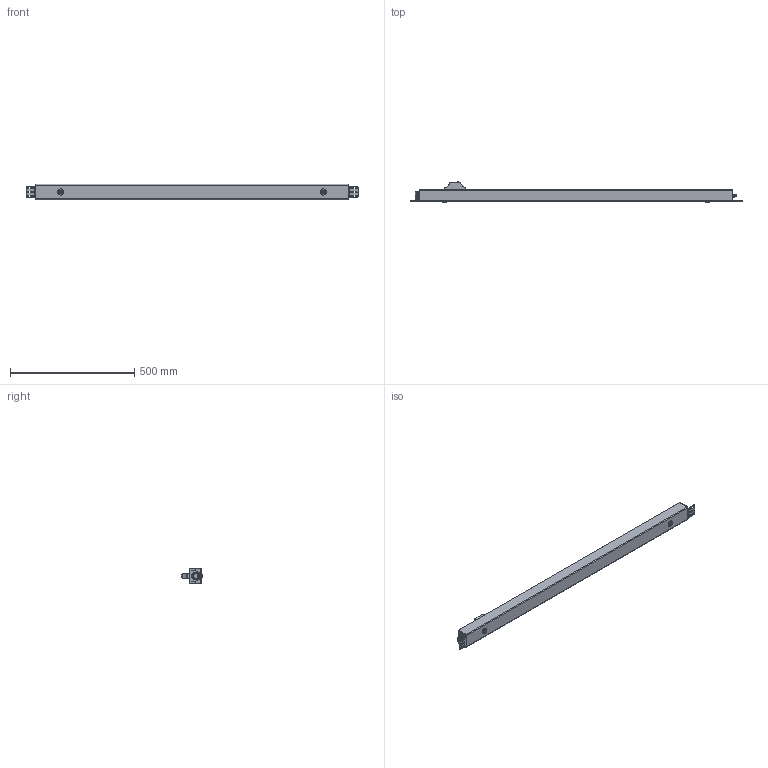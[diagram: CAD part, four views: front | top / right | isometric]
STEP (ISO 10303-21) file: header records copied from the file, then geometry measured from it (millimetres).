
FILE_DESCRIPTION((''),'2;1');
FILE_NAME('4-BS-PV60-24D-12_ASM','2023-01-29T',('ROG TT'),(''),'PRO/ENGINEER BY PARAMETRIC TECHNOLOGY CORPORATION, 2001280','PRO/ENGINEER BY PARAMETRIC TECHNOLOGY CORPORATION, 2001280','');
FILE_SCHEMA(('CONFIG_CONTROL_DESIGN'));
Length unit declared in the file: millimetre
Products named in the file (7): 4-BS-PV60-24D-12; M6_LUOMAO; PG25_SUOTOU1; GUOER_HULU; GER_E; PG25_GUAER; 4-BS-PV60-24D-12_ASM
Assembly tree (32 placements, depth 2):
  4-BS-PV60-24D-12_ASM
    4-BS-PV60-24D-12
    M6_LUOMAO  x2
    PG25_SUOTOU1
    GUOER_HULU  x2
    GER_E  x24
    PG25_GUAER  x2
Bounding box: 1335 x 86.9 x 62.5 mm (x, y, z)
Volume: 3067587.1 mm3; surface area: 416218.4 mm2
Topology: 32 solids, 32 shells, 2442 faces, 6244 edges, 3957 vertices
Faces by surface type: plane 1218, cylinder 677, bspline 309, cone 138, torus 100
Entity records: 44903 total; most frequent: CARTESIAN_POINT 12849, ORIENTED_EDGE 6784, DIRECTION 6443, EDGE_CURVE 3392, VERTEX_POINT 2245, VECTOR 2211, LINE 2211, AXIS2_PLACEMENT_3D 2116
